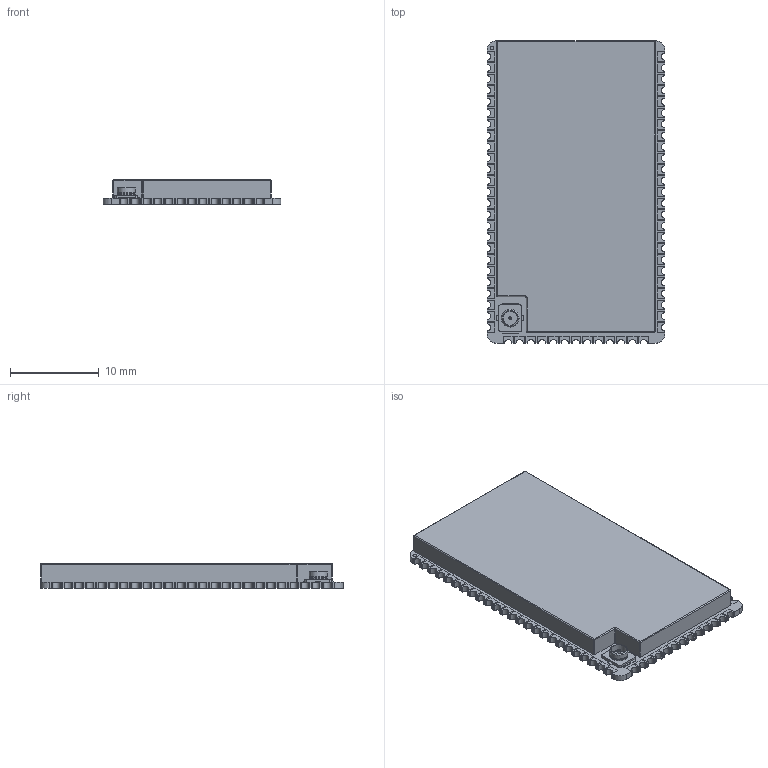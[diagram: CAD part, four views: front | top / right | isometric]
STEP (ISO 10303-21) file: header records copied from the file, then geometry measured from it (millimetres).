
FILE_DESCRIPTION(('FreeCAD Model'),'2;1');
FILE_NAME('Fusion.step', '2020-02-04T20:32:38',('kicad StepUp'),('ksu MCAD'), 'Open CASCADE STEP processor 7.4','FreeCAD','Unknown');
FILE_SCHEMA(('AUTOMOTIVE_DESIGN { 1 0 10303 214 1 1 1 1 }'));
Length unit declared in the file: millimetre
Products named in the file (1): Fusion
Bounding box: 20 x 34 x 2.8 mm (x, y, z)
Volume: 1666.1 mm3; surface area: 1643.3 mm2
Topology: 1 solids, 1 shells, 455 faces, 1328 edges, 876 vertices
Faces by surface type: plane 354, cylinder 89, sphere 5, cone 4, bspline 2, torus 1
Full cylindrical faces by diameter (mm): 0.3 x1, 0.4 x1, 1.7 x1, 1.9 x1, 2 x2
Entity records: 18098 total; most frequent: CARTESIAN_POINT 2707, ORIENTED_EDGE 2646, DIRECTION 2411, EDGE_CURVE 1323, LINE 1123, VECTOR 1123, VERTEX_POINT 876, AXIS2_PLACEMENT_3D 644
